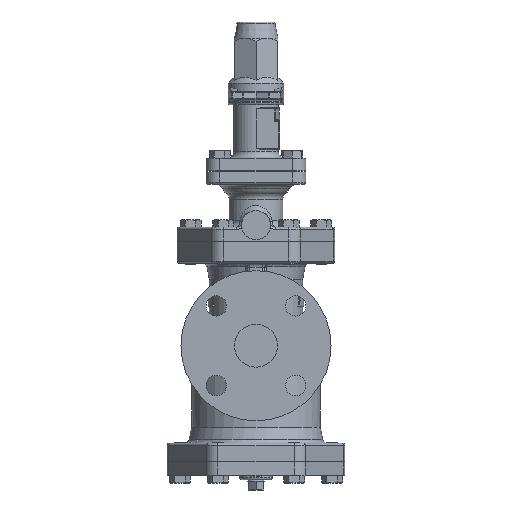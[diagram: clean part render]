
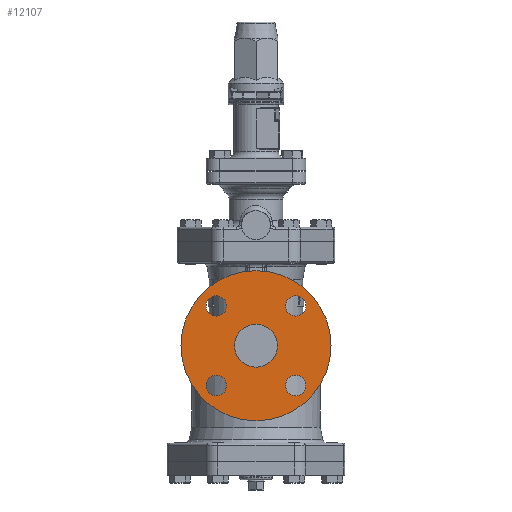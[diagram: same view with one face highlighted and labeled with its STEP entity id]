
A CAD part, left-side view. The second image highlights one B-rep face of the part: STEP entity #12107.
In plain terms, the highlighted planar face has unit normal (-1, 0, 0).
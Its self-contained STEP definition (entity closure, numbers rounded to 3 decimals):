
#1145=FACE_BOUND('',#2998,.T.);
#1146=FACE_BOUND('',#2999,.T.);
#1147=FACE_BOUND('',#3000,.T.);
#1148=FACE_BOUND('',#3001,.T.);
#1149=FACE_BOUND('',#3002,.T.);
#1454=CIRCLE('',#13066,70.);
#1457=CIRCLE('',#13070,20.);
#1459=CIRCLE('',#13074,9.5);
#1460=CIRCLE('',#13076,9.5);
#1461=CIRCLE('',#13078,9.5);
#1462=CIRCLE('',#13080,9.5);
#2097=FACE_OUTER_BOUND('',#2997,.T.);
#2997=EDGE_LOOP('',(#9080));
#2998=EDGE_LOOP('',(#9081));
#2999=EDGE_LOOP('',(#9082));
#3000=EDGE_LOOP('',(#9083));
#3001=EDGE_LOOP('',(#9084));
#3002=EDGE_LOOP('',(#9085));
#5457=VERTEX_POINT('',#20102);
#5510=VERTEX_POINT('',#22170);
#5512=VERTEX_POINT('',#22176);
#5513=VERTEX_POINT('',#22179);
#5514=VERTEX_POINT('',#22182);
#5515=VERTEX_POINT('',#22185);
#6772=EDGE_CURVE('',#5457,#5457,#1454,.T.);
#6829=EDGE_CURVE('',#5510,#5510,#1457,.T.);
#6831=EDGE_CURVE('',#5512,#5512,#1459,.T.);
#6832=EDGE_CURVE('',#5513,#5513,#1460,.T.);
#6833=EDGE_CURVE('',#5514,#5514,#1461,.T.);
#6834=EDGE_CURVE('',#5515,#5515,#1462,.T.);
#9080=ORIENTED_EDGE('',*,*,#6772,.F.);
#9081=ORIENTED_EDGE('',*,*,#6829,.T.);
#9082=ORIENTED_EDGE('',*,*,#6831,.T.);
#9083=ORIENTED_EDGE('',*,*,#6832,.T.);
#9084=ORIENTED_EDGE('',*,*,#6833,.T.);
#9085=ORIENTED_EDGE('',*,*,#6834,.T.);
#11679=PLANE('',#13081);
#12107=ADVANCED_FACE('',(#2097,#1145,#1146,#1147,#1148,#1149),#11679,.F.);
#13066=AXIS2_PLACEMENT_3D('',#20103,#14999,#15000);
#13070=AXIS2_PLACEMENT_3D('',#22171,#15007,#15008);
#13074=AXIS2_PLACEMENT_3D('',#22177,#15015,#15016);
#13076=AXIS2_PLACEMENT_3D('',#22180,#15019,#15020);
#13078=AXIS2_PLACEMENT_3D('',#22183,#15023,#15024);
#13080=AXIS2_PLACEMENT_3D('',#22186,#15027,#15028);
#13081=AXIS2_PLACEMENT_3D('',#22187,#15029,#15030);
#14999=DIRECTION('center_axis',(1.,0.,0.));
#15000=DIRECTION('ref_axis',(0.,0.,1.));
#15007=DIRECTION('center_axis',(1.,0.,0.));
#15008=DIRECTION('ref_axis',(0.,0.,-1.));
#15015=DIRECTION('center_axis',(1.,0.,0.));
#15016=DIRECTION('ref_axis',(0.,-1.,0.));
#15019=DIRECTION('center_axis',(1.,0.,0.));
#15020=DIRECTION('ref_axis',(0.,0.,1.));
#15023=DIRECTION('center_axis',(1.,0.,0.));
#15024=DIRECTION('ref_axis',(0.,1.,0.));
#15027=DIRECTION('center_axis',(1.,0.,0.));
#15028=DIRECTION('ref_axis',(0.,0.,-1.));
#15029=DIRECTION('center_axis',(1.,0.,0.));
#15030=DIRECTION('ref_axis',(0.,0.,-1.));
#20102=CARTESIAN_POINT('',(-110.,0.,38.));
#20103=CARTESIAN_POINT('Origin',(-110.,0.,108.));
#22170=CARTESIAN_POINT('',(-110.,0.,88.));
#22171=CARTESIAN_POINT('Origin',(-110.,0.,108.));
#22176=CARTESIAN_POINT('',(-110.,27.623,70.877));
#22177=CARTESIAN_POINT('Origin',(-110.,37.123,70.877));
#22179=CARTESIAN_POINT('',(-110.,-37.123,80.377));
#22180=CARTESIAN_POINT('Origin',(-110.,-37.123,70.877));
#22182=CARTESIAN_POINT('',(-110.,-27.623,145.123));
#22183=CARTESIAN_POINT('Origin',(-110.,-37.123,145.123));
#22185=CARTESIAN_POINT('',(-110.,37.123,135.623));
#22186=CARTESIAN_POINT('Origin',(-110.,37.123,145.123));
#22187=CARTESIAN_POINT('Origin',(-110.,0.,108.));
